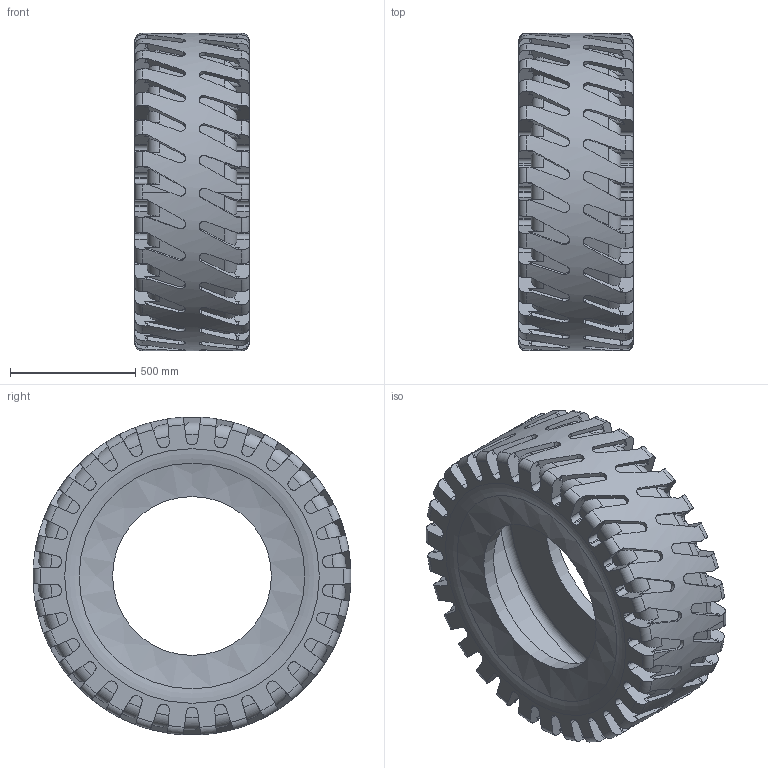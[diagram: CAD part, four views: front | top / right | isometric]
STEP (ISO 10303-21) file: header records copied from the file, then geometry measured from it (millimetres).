
FILE_DESCRIPTION(/* description */ ('','CAx-IF Rec.Pracs.---Representation and Presentation of Product Manufacturing Information (PMI)---4.0---2014-10-13'),/* implementation_level */ '2;1');
FILE_NAME(/* name */ 'main tire.stp',/* time_stamp */ '2021-02-05T23:16:08+07:00',/* author */ ('IVAN'),/* organization */ (''),/* preprocessor_version */ 'ST-DEVELOPER v17',/* originating_system */ 'Autodesk Inventor 2019',/* authorisation */ '');
FILE_SCHEMA (('AP242_MANAGED_MODEL_BASED_3D_ENGINEERING_MIM_LF { 1 0 10303 442 1 1 4 }'));
Products named in the file (1): main tire
Bounding box: 457.2 x 1270 x 1269.97 mm (x, y, z)
Volume: 198521430.1 mm3; surface area: 6950364.7 mm2
Topology: 1 solids, 1 shells, 1096 faces, 3389 edges, 2320 vertices
Faces by surface type: plane 544, cylinder 366, bspline 122, torus 64
Full cylindrical faces by diameter (mm): 635 x2, 1110 x1, 1270 x1
Entity records: 48073 total; most frequent: CARTESIAN_POINT 18618, ORIENTED_EDGE 6692, DIRECTION 5562, EDGE_CURVE 3346, VERTEX_POINT 2254, AXIS2_PLACEMENT_3D 1912, LINE 1746, VECTOR 1746
